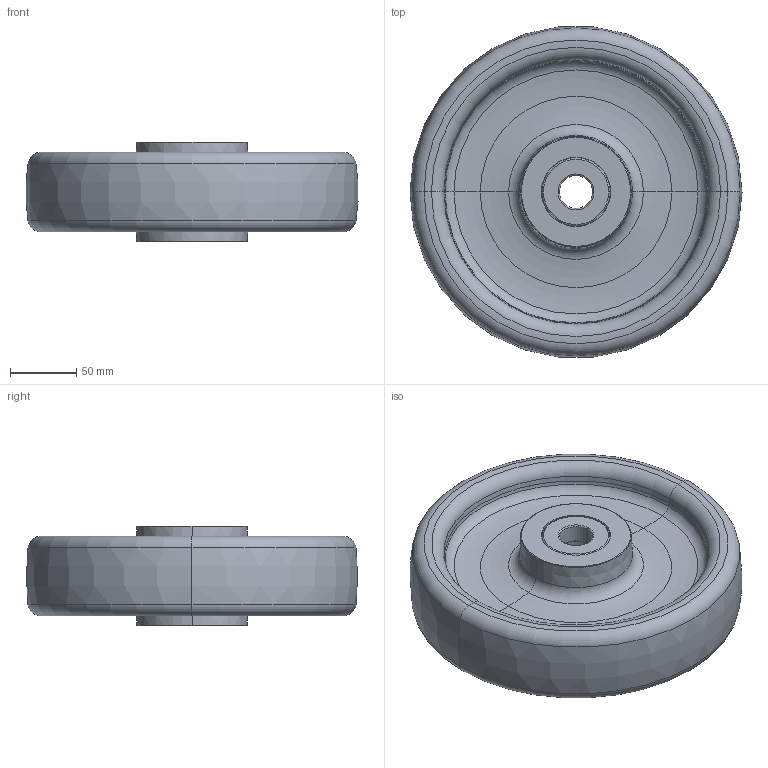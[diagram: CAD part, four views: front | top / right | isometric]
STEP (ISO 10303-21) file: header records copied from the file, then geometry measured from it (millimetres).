
FILE_DESCRIPTION (( 'STEP AP214' ), '1' );
FILE_NAME ('0016978.step', '2022-06-22T10:29:21', ( '' ), ( '' ), 'SwSTEP 2.0', 'SolidWorks 2020', '' );
FILE_SCHEMA (( 'AUTOMOTIVE_DESIGN' ));
Length unit declared in the file: millimetre
Products named in the file (1): 0016978
Bounding box: 249.66 x 248.3 x 75 mm (x, y, z)
Volume: 1826587.2 mm3; surface area: 183703.4 mm2
Topology: 3 solids, 3 shells, 86 faces, 172 edges, 96 vertices
Faces by surface type: torus 58, cylinder 14, plane 10, cone 4
Entity records: 3272 total; most frequent: DIRECTION 500, CARTESIAN_POINT 355, ORIENTED_EDGE 344, AXIS2_PLACEMENT_3D 241, EDGE_CURVE 172, CIRCLE 154, VERTEX_POINT 96, EDGE_LOOP 96
